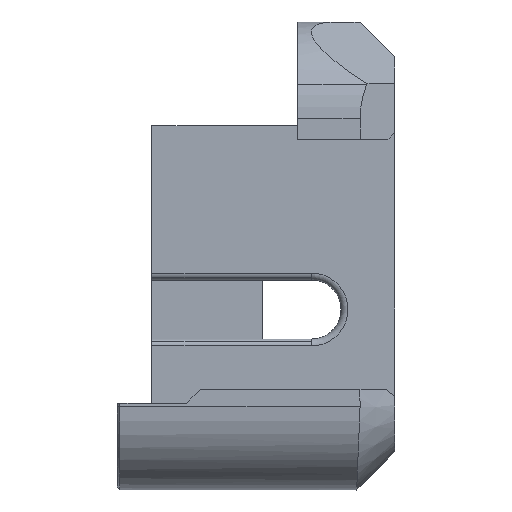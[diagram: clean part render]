
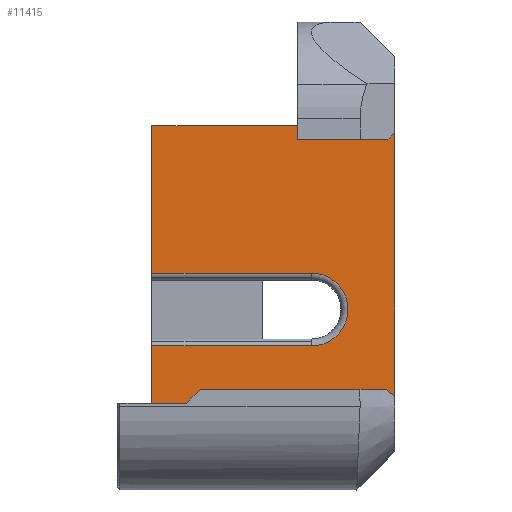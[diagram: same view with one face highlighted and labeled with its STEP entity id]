
A CAD part, left-side view. The second image highlights one B-rep face of the part: STEP entity #11415.
In plain terms, the highlighted planar face has unit normal (-1, 0, 0).
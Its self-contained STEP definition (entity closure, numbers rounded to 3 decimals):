
#169 = DIRECTION ( 'NONE',  ( 0., -1., 0. ) ) ;
#198 = EDGE_CURVE ( 'NONE', #15684, #12664, #4055, .T. ) ;
#530 = CARTESIAN_POINT ( 'NONE',  ( 131.217, -154.43, 102.75 ) ) ;
#1170 = CARTESIAN_POINT ( 'NONE',  ( 131.217, -154.43, 62.75 ) ) ;
#1310 = LINE ( 'NONE', #2697, #16713 ) ;
#2450 = CARTESIAN_POINT ( 'NONE',  ( 131.217, -153.43, 102.75 ) ) ;
#2697 = CARTESIAN_POINT ( 'NONE',  ( 131.217, -153.43, 102.75 ) ) ;
#2812 = DIRECTION ( 'NONE',  ( 0., -1., 0. ) ) ;
#2958 = CARTESIAN_POINT ( 'NONE',  ( 131.217, -154.43, 102.75 ) ) ;
#3024 = LINE ( 'NONE', #530, #6385 ) ;
#3052 = EDGE_CURVE ( 'NONE', #17293, #18283, #11967, .T. ) ;
#3281 = ORIENTED_EDGE ( 'NONE', *, *, #16474, .T. ) ;
#3693 = LINE ( 'NONE', #7776, #10859 ) ;
#3934 = AXIS2_PLACEMENT_3D ( 'NONE', #6415, #16276, #12184 ) ;
#4055 = LINE ( 'NONE', #16782, #13004 ) ;
#4651 = AXIS2_PLACEMENT_3D ( 'NONE', #13408, #13124, #10403 ) ;
#5301 = ORIENTED_EDGE ( 'NONE', *, *, #3052, .F. ) ;
#5423 = VECTOR ( 'NONE', #6525, 1000. ) ;
#5500 = VERTEX_POINT ( 'NONE', #2958 ) ;
#5668 = EDGE_CURVE ( 'NONE', #13230, #10969, #3693, .T. ) ;
#5720 = LINE ( 'NONE', #13104, #10564 ) ;
#6036 = FACE_OUTER_BOUND ( 'NONE', #11085, .T. ) ;
#6106 = ORIENTED_EDGE ( 'NONE', *, *, #12615, .F. ) ;
#6385 = VECTOR ( 'NONE', #14573, 1000. ) ;
#6415 = CARTESIAN_POINT ( 'NONE',  ( 131.217, -142.43, 76.25 ) ) ;
#6525 = DIRECTION ( 'NONE',  ( 0., 1., 0. ) ) ;
#6606 = CARTESIAN_POINT ( 'NONE',  ( 131.217, -136.43, 81.5 ) ) ;
#6813 = ORIENTED_EDGE ( 'NONE', *, *, #12727, .F. ) ;
#6875 = LINE ( 'NONE', #6606, #5423 ) ;
#7003 = VECTOR ( 'NONE', #2812, 1000. ) ;
#7195 = EDGE_CURVE ( 'NONE', #5500, #15016, #3024, .T. ) ;
#7267 = VECTOR ( 'NONE', #169, 1000. ) ;
#7776 = CARTESIAN_POINT ( 'NONE',  ( 131.217, -119.43, 62.75 ) ) ;
#8319 = DIRECTION ( 'NONE',  ( 0., 0., 1. ) ) ;
#8786 = DIRECTION ( 'NONE',  ( 0., -1., 0. ) ) ;
#9017 = CARTESIAN_POINT ( 'NONE',  ( 131.217, -119.43, 102.75 ) ) ;
#9334 = LINE ( 'NONE', #2450, #7003 ) ;
#9578 = CARTESIAN_POINT ( 'NONE',  ( 131.217, -119.43, 81.5 ) ) ;
#10403 = DIRECTION ( 'NONE',  ( 0., 0., 1. ) ) ;
#10564 = VECTOR ( 'NONE', #8786, 1000. ) ;
#10844 = CARTESIAN_POINT ( 'NONE',  ( 131.217, -140.43, 102.75 ) ) ;
#10859 = VECTOR ( 'NONE', #13576, 1000. ) ;
#10969 = VERTEX_POINT ( 'NONE', #9017 ) ;
#11085 = EDGE_LOOP ( 'NONE', ( #6106, #5301, #16545, #14040, #3281, #16300, #12302, #6813, #14632 ) ) ;
#11415 = ADVANCED_FACE ( 'NONE', ( #6036 ), #15991, .T. ) ;
#11852 = VERTEX_POINT ( 'NONE', #10844 ) ;
#11967 = CIRCLE ( 'NONE', #3934, 5.25 ) ;
#12184 = DIRECTION ( 'NONE',  ( 0., -1., 0. ) ) ;
#12302 = ORIENTED_EDGE ( 'NONE', *, *, #16676, .F. ) ;
#12615 = EDGE_CURVE ( 'NONE', #18283, #13230, #6875, .T. ) ;
#12654 = CARTESIAN_POINT ( 'NONE',  ( 131.217, -119.43, 71. ) ) ;
#12664 = VERTEX_POINT ( 'NONE', #12654 ) ;
#12695 = CARTESIAN_POINT ( 'NONE',  ( 131.217, -142.43, 71. ) ) ;
#12727 = EDGE_CURVE ( 'NONE', #10969, #11852, #1310, .T. ) ;
#12923 = CARTESIAN_POINT ( 'NONE',  ( 131.217, -145.43, 71. ) ) ;
#13004 = VECTOR ( 'NONE', #8319, 1000. ) ;
#13104 = CARTESIAN_POINT ( 'NONE',  ( 131.217, -153.43, 62.75 ) ) ;
#13124 = DIRECTION ( 'NONE',  ( -1., 0., 0. ) ) ;
#13230 = VERTEX_POINT ( 'NONE', #9578 ) ;
#13408 = CARTESIAN_POINT ( 'NONE',  ( 131.217, -153.43, 102.75 ) ) ;
#13576 = DIRECTION ( 'NONE',  ( 0., 0., 1. ) ) ;
#14040 = ORIENTED_EDGE ( 'NONE', *, *, #198, .F. ) ;
#14485 = CARTESIAN_POINT ( 'NONE',  ( 131.217, -119.43, 62.75 ) ) ;
#14573 = DIRECTION ( 'NONE',  ( 0., 0., -1. ) ) ;
#14632 = ORIENTED_EDGE ( 'NONE', *, *, #5668, .F. ) ;
#15016 = VERTEX_POINT ( 'NONE', #1170 ) ;
#15472 = EDGE_CURVE ( 'NONE', #12664, #17293, #15784, .T. ) ;
#15684 = VERTEX_POINT ( 'NONE', #14485 ) ;
#15784 = LINE ( 'NONE', #12923, #7267 ) ;
#15991 = PLANE ( 'NONE',  #4651 ) ;
#16276 = DIRECTION ( 'NONE',  ( -1., 0., 0. ) ) ;
#16300 = ORIENTED_EDGE ( 'NONE', *, *, #7195, .F. ) ;
#16474 = EDGE_CURVE ( 'NONE', #15684, #15016, #5720, .T. ) ;
#16545 = ORIENTED_EDGE ( 'NONE', *, *, #15472, .F. ) ;
#16676 = EDGE_CURVE ( 'NONE', #11852, #5500, #9334, .T. ) ;
#16713 = VECTOR ( 'NONE', #17091, 1000. ) ;
#16782 = CARTESIAN_POINT ( 'NONE',  ( 131.217, -119.43, 62.75 ) ) ;
#17091 = DIRECTION ( 'NONE',  ( 0., -1., 0. ) ) ;
#17293 = VERTEX_POINT ( 'NONE', #12695 ) ;
#18209 = CARTESIAN_POINT ( 'NONE',  ( 131.217, -142.43, 81.5 ) ) ;
#18283 = VERTEX_POINT ( 'NONE', #18209 ) ;
